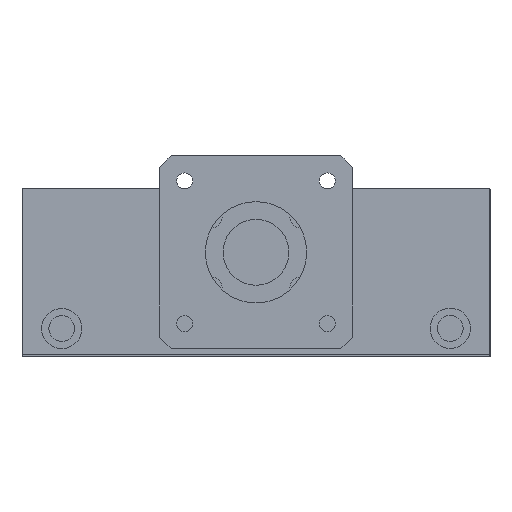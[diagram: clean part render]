
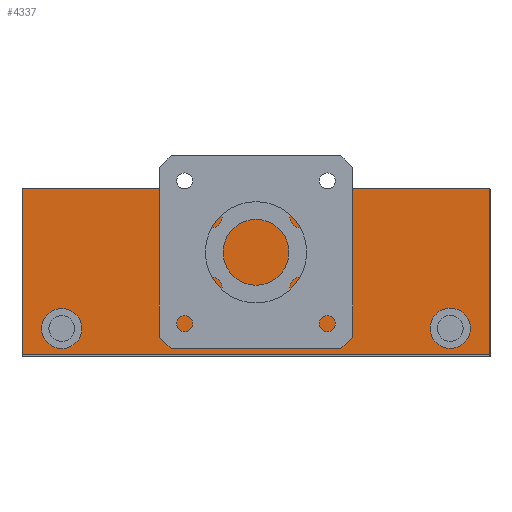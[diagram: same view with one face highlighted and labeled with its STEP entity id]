
A CAD part, front view. The second image highlights one B-rep face of the part: STEP entity #4337.
In plain terms, the highlighted planar face has unit normal (0, -1, 0).
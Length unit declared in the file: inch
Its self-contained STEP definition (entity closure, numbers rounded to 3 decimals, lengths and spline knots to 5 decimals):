
#3805=CARTESIAN_POINT('',(-1.488,-0.385,-0.48799));
#3806=VERTEX_POINT('',#3805);
#3822=CARTESIAN_POINT('',(-1.832,-0.385,-0.48799));
#3823=VERTEX_POINT('',#3822);
#3830=CARTESIAN_POINT('',(-1.66,-0.385,-0.48799));
#3831=DIRECTION('',(0.0,1.0,0.0));
#3832=DIRECTION('',(1.0,0.0,0.0));
#3833=AXIS2_PLACEMENT_3D('',#3830,#3831,#3832);
#3834=CIRCLE('',#3833,0.172);
#3835=EDGE_CURVE('',#3806,#3823,#3834,.T.);
#3931=CARTESIAN_POINT('',(1.832,-0.385,-0.48654));
#3932=VERTEX_POINT('',#3931);
#3948=CARTESIAN_POINT('',(1.488,-0.385,-0.48654));
#3949=VERTEX_POINT('',#3948);
#3956=CARTESIAN_POINT('',(1.66,-0.385,-0.48654));
#3957=DIRECTION('',(0.0,1.0,0.0));
#3958=DIRECTION('',(1.0,0.0,0.0));
#3959=AXIS2_PLACEMENT_3D('',#3956,#3957,#3958);
#3960=CIRCLE('',#3959,0.172);
#3961=EDGE_CURVE('',#3932,#3949,#3960,.T.);
#4032=CARTESIAN_POINT('',(2.0,-0.385,-0.71291));
#4033=VERTEX_POINT('',#4032);
#4040=CARTESIAN_POINT('',(-2.0,-0.385,-0.71291));
#4041=VERTEX_POINT('',#4040);
#4042=CARTESIAN_POINT('',(2.0,-0.385,-0.71291));
#4043=DIRECTION('',(-1.0,0.0,0.0));
#4044=VECTOR('',#4043,4.0);
#4045=LINE('',#4042,#4044);
#4046=EDGE_CURVE('',#4033,#4041,#4045,.T.);
#4063=CARTESIAN_POINT('',(-2.0,-0.385,0.71291));
#4064=VERTEX_POINT('',#4063);
#4071=CARTESIAN_POINT('',(2.0,-0.385,0.71291));
#4072=VERTEX_POINT('',#4071);
#4073=CARTESIAN_POINT('',(-2.0,-0.385,0.71291));
#4074=DIRECTION('',(1.0,0.0,0.0));
#4075=VECTOR('',#4074,4.0);
#4076=LINE('',#4073,#4075);
#4077=EDGE_CURVE('',#4064,#4072,#4076,.T.);
#4141=CARTESIAN_POINT('',(1.66,-0.385,-0.48654));
#4142=DIRECTION('',(0.0,1.0,0.0));
#4143=DIRECTION('',(1.0,0.0,0.0));
#4144=AXIS2_PLACEMENT_3D('',#4141,#4142,#4143);
#4145=CIRCLE('',#4144,0.172);
#4146=EDGE_CURVE('',#3949,#3932,#4145,.T.);
#4239=CARTESIAN_POINT('',(-1.66,-0.385,-0.48799));
#4240=DIRECTION('',(0.0,1.0,0.0));
#4241=DIRECTION('',(1.0,0.0,0.0));
#4242=AXIS2_PLACEMENT_3D('',#4239,#4240,#4241);
#4243=CIRCLE('',#4242,0.172);
#4244=EDGE_CURVE('',#3823,#3806,#4243,.T.);
#4291=CARTESIAN_POINT('',(-2.0,-0.385,-0.71291));
#4292=DIRECTION('',(0.0,0.0,1.0));
#4293=VECTOR('',#4292,1.42583);
#4294=LINE('',#4291,#4293);
#4295=EDGE_CURVE('',#4041,#4064,#4294,.T.);
#4308=CARTESIAN_POINT('',(2.0,-0.385,0.71291));
#4309=DIRECTION('',(0.0,0.0,-1.0));
#4310=VECTOR('',#4309,1.42583);
#4311=LINE('',#4308,#4310);
#4312=EDGE_CURVE('',#4072,#4033,#4311,.T.);
#4318=CARTESIAN_POINT('',(0.0,-0.385,0.0));
#4319=DIRECTION('',(0.0,1.0,0.0));
#4320=DIRECTION('',(0.0,0.0,1.0));
#4321=AXIS2_PLACEMENT_3D('',#4318,#4319,#4320);
#4322=PLANE('',#4321);
#4323=ORIENTED_EDGE('',*,*,#4295,.F.);
#4324=ORIENTED_EDGE('',*,*,#4046,.F.);
#4325=ORIENTED_EDGE('',*,*,#4312,.F.);
#4326=ORIENTED_EDGE('',*,*,#4077,.F.);
#4327=EDGE_LOOP('',(#4323,#4324,#4325,#4326));
#4328=FACE_OUTER_BOUND('',#4327,.T.);
#4329=ORIENTED_EDGE('',*,*,#3961,.T.);
#4330=ORIENTED_EDGE('',*,*,#4146,.T.);
#4331=EDGE_LOOP('',(#4329,#4330));
#4332=FACE_BOUND('',#4331,.T.);
#4333=ORIENTED_EDGE('',*,*,#3835,.T.);
#4334=ORIENTED_EDGE('',*,*,#4244,.T.);
#4335=EDGE_LOOP('',(#4333,#4334));
#4336=FACE_BOUND('',#4335,.T.);
#4337=ADVANCED_FACE('',(#4328,#4332,#4336),#4322,.F.);
